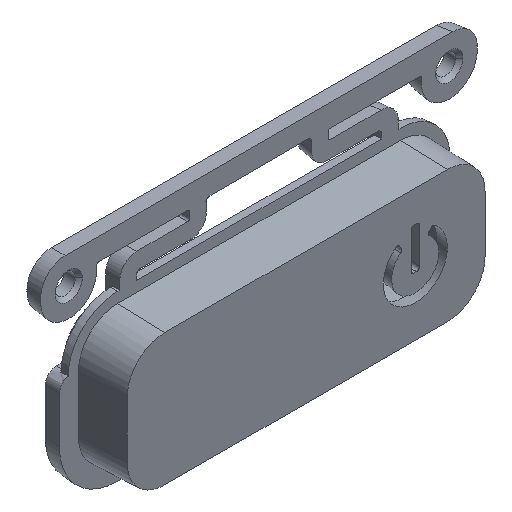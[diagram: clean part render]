
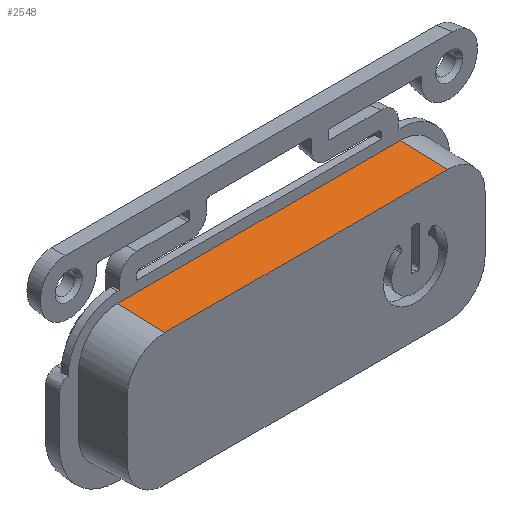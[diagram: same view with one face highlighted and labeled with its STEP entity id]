
A CAD part, isometric view. The second image highlights one B-rep face of the part: STEP entity #2548.
In plain terms, the highlighted free-form (B-spline) face has degree [1, 1] with [2, 2] control points.
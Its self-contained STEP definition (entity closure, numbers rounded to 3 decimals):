
#789=ORIENTED_EDGE('trim curve',*,*,#1145,.F.);
#790=ORIENTED_EDGE('trim curve',*,*,#1542,.F.);
#791=ORIENTED_EDGE('trim curve',*,*,#1509,.F.);
#792=ORIENTED_EDGE('trim curve',*,*,#1535,.F.);
#866=VERTEX_POINT('Trimming Point',#2581);
#867=VERTEX_POINT('Trimming Point',#2583);
#1118=VERTEX_POINT('Trimming Point',#5282);
#1119=VERTEX_POINT('Trimming Point',#5283);
#1145=EDGE_CURVE('Edge Curve',#866,#867,#1562,.T.);
#1509=EDGE_CURVE('Edge Curve',#1118,#1119,#1926,.T.);
#1535=EDGE_CURVE('Edge Curve',#867,#1118,#1952,.T.);
#1542=EDGE_CURVE('Edge Curve',#1119,#866,#1959,.T.);
#1562=(
BOUNDED_CURVE()
B_SPLINE_CURVE(1,(#2582,#2583),.UNSPECIFIED.,.U.,.U.)
B_SPLINE_CURVE_WITH_KNOTS((2,2),(90.,90.015),.UNSPECIFIED.)
CURVE()
GEOMETRIC_REPRESENTATION_ITEM()
RATIONAL_B_SPLINE_CURVE((1.,1.))
REPRESENTATION_ITEM('node')
);
#1926=(
BOUNDED_CURVE()
B_SPLINE_CURVE(1,(#5282,#5283),.UNSPECIFIED.,.U.,.U.)
B_SPLINE_CURVE_WITH_KNOTS((2,2),(0.,0.015),.UNSPECIFIED.)
CURVE()
GEOMETRIC_REPRESENTATION_ITEM()
RATIONAL_B_SPLINE_CURVE((1.,1.))
REPRESENTATION_ITEM('node')
);
#1952=(
BOUNDED_CURVE()
B_SPLINE_CURVE(1,(#5428,#5429),.UNSPECIFIED.,.U.,.U.)
B_SPLINE_CURVE_WITH_KNOTS((2,2),(0.,0.003),.UNSPECIFIED.)
CURVE()
GEOMETRIC_REPRESENTATION_ITEM()
RATIONAL_B_SPLINE_CURVE((0.854,0.854))
REPRESENTATION_ITEM('node')
);
#1959=(
BOUNDED_CURVE()
B_SPLINE_CURVE(1,(#5488,#5489),.UNSPECIFIED.,.U.,.U.)
B_SPLINE_CURVE_WITH_KNOTS((2,2),(0.,0.003),.UNSPECIFIED.)
CURVE()
GEOMETRIC_REPRESENTATION_ITEM()
RATIONAL_B_SPLINE_CURVE((0.854,0.854))
REPRESENTATION_ITEM('node')
);
#2116=EDGE_LOOP('trim boundary',(#789,#790,#791,#792));
#2260=FACE_OUTER_BOUND('Boundary Edges',#2116,.T.);
#2404=(
BOUNDED_SURFACE()
B_SPLINE_SURFACE(1,1,((#5490,#5491),(#5492,#5493)),.UNSPECIFIED.,.U.,.U.,
 .U.)
B_SPLINE_SURFACE_WITH_KNOTS((2,2),(2,2),(8.34,23.94),
(-0.05,2.552),.UNSPECIFIED.)
GEOMETRIC_REPRESENTATION_ITEM()
RATIONAL_B_SPLINE_SURFACE(((1.,1.),(1.,1.)))
REPRESENTATION_ITEM('trim region')
SURFACE()
);
#2548=ADVANCED_FACE('trim region',(#2260),#2404,.T.);
#2581=CARTESIAN_POINT('CVs',(253.8,-67.,-149.725));
#2582=CARTESIAN_POINT('CVs',(253.8,-67.,-149.725));
#2583=CARTESIAN_POINT('CVs',(238.8,-67.,-149.725));
#5282=CARTESIAN_POINT('CVs',(238.8,-64.5,-149.638));
#5283=CARTESIAN_POINT('CVs',(253.8,-64.5,-149.638));
#5428=CARTESIAN_POINT('CVs',(238.8,-67.,-149.725));
#5429=CARTESIAN_POINT('CVs',(238.8,-64.5,-149.638));
#5488=CARTESIAN_POINT('CVs',(253.8,-64.5,-149.638));
#5489=CARTESIAN_POINT('CVs',(253.8,-67.,-149.725));
#5490=CARTESIAN_POINT('CVs',(238.5,-67.05,-149.727));
#5491=CARTESIAN_POINT('CVs',(238.5,-64.45,-149.636));
#5492=CARTESIAN_POINT('CVs',(254.1,-67.05,-149.727));
#5493=CARTESIAN_POINT('CVs',(254.1,-64.45,-149.636));
